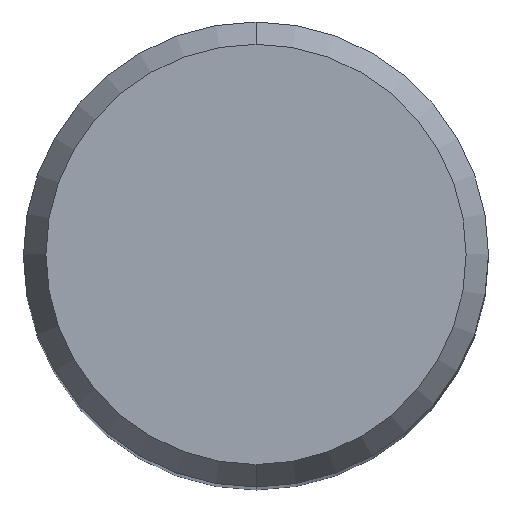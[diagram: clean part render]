
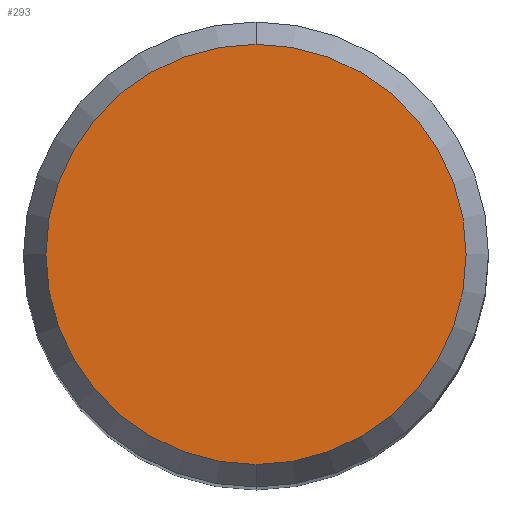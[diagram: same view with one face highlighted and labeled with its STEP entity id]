
A CAD part, top view. The second image highlights one B-rep face of the part: STEP entity #293.
In plain terms, the highlighted planar face has unit normal (0, 0, 1).
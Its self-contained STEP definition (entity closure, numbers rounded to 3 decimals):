
#253=EDGE_CURVE('',#421,#301,#554,.T.);
#291=EDGE_CURVE('',#301,#421,#592,.T.);
#293=ADVANCED_FACE('',(#594),#595,.T.);
#301=VERTEX_POINT('',#603);
#421=VERTEX_POINT('',#739);
#554=CIRCLE('',#982,5.423);
#592=CIRCLE('',#1052,5.423);
#594=FACE_OUTER_BOUND('',#1054,.T.);
#595=PLANE('',#1055);
#603=CARTESIAN_POINT('',(0.,-5.423,0.0));
#739=CARTESIAN_POINT('',(0.0,5.423,0.0));
#982=AXIS2_PLACEMENT_3D('',#1539,#1540,#1541);
#1052=AXIS2_PLACEMENT_3D('',#1562,#1563,#1564);
#1054=EDGE_LOOP('',(#1566,#1567));
#1055=AXIS2_PLACEMENT_3D('',#1568,#1569,#1570);
#1539=CARTESIAN_POINT('',(0.0,0.0,0.0));
#1540=DIRECTION('',(0.0,0.0,-1.0));
#1541=DIRECTION('',(0.0,1.0,0.0));
#1562=CARTESIAN_POINT('',(0.0,0.0,0.0));
#1563=DIRECTION('',(0.0,0.0,-1.0));
#1564=DIRECTION('',(0.0,1.0,0.0));
#1566=ORIENTED_EDGE('',*,*,#253,.F.);
#1567=ORIENTED_EDGE('',*,*,#291,.F.);
#1568=CARTESIAN_POINT('',(0.0,2.711,0.0));
#1569=DIRECTION('',(-0.0,0.0,1.0));
#1570=DIRECTION('',(0.0,-1.0,0.0));
